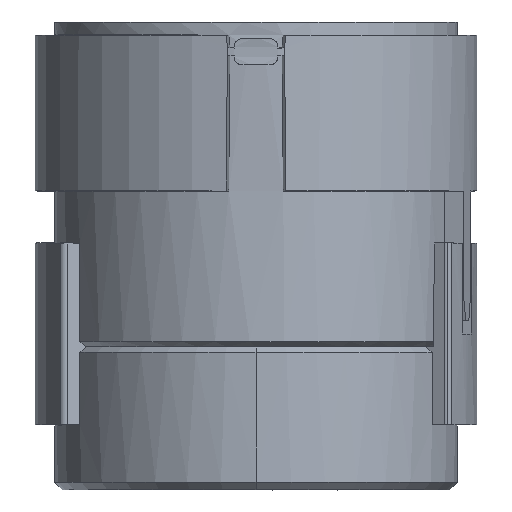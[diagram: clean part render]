
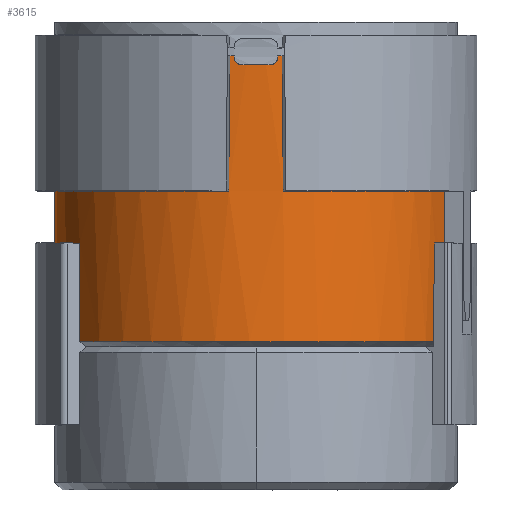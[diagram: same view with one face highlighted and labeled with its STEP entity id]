
A CAD part, front view. The second image highlights one B-rep face of the part: STEP entity #3615.
In plain terms, the highlighted cylindrical face has radius 7.75 mm (diameter 15.5 mm), a partial arc.
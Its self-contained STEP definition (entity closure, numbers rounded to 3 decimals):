
#450=AXIS2_PLACEMENT_3D('Circle Axis2P3D',#448,#449,$) ;
#3485=AXIS2_PLACEMENT_3D('Cylinder Axis2P3D',#3482,#3483,#3484) ;
#3498=AXIS2_PLACEMENT_3D('Circle Axis2P3D',#3496,#3497,$) ;
#3518=AXIS2_PLACEMENT_3D('Circle Axis2P3D',#3516,#3517,$) ;
#3540=AXIS2_PLACEMENT_3D('Circle Axis2P3D',#3538,#3539,$) ;
#3562=AXIS2_PLACEMENT_3D('Circle Axis2P3D',#3560,#3561,$) ;
#3577=AXIS2_PLACEMENT_3D('Circle Axis2P3D',#3575,#3576,$) ;
#3592=AXIS2_PLACEMENT_3D('Circle Axis2P3D',#3590,#3591,$) ;
#430=CARTESIAN_POINT('Vertex',(1.722,4.672,5.71)) ;
#445=CARTESIAN_POINT('Vertex',(16.055,6.7,5.71)) ;
#448=CARTESIAN_POINT('Axis2P3D Location',(8.5,8.429,5.71)) ;
#467=CARTESIAN_POINT('Line Origine',(1.722,4.672,7.605)) ;
#471=CARTESIAN_POINT('Vertex',(1.722,4.672,9.5)) ;
#3459=CARTESIAN_POINT('Vertex',(16.055,6.7,9.5)) ;
#3462=CARTESIAN_POINT('Line Origine',(16.055,6.7,7.605)) ;
#3482=CARTESIAN_POINT('Axis2P3D Location',(8.5,8.429,5.71)) ;
#3487=CARTESIAN_POINT('Line Origine',(0.75,8.429,5.71)) ;
#3491=CARTESIAN_POINT('Vertex',(0.75,8.429,9.5)) ;
#3493=CARTESIAN_POINT('Vertex',(0.75,8.429,11.5)) ;
#3496=CARTESIAN_POINT('Axis2P3D Location',(8.5,8.429,9.5)) ;
#3502=CARTESIAN_POINT('Control Point',(16.055,6.7,9.5)) ;
#3503=CARTESIAN_POINT('Control Point',(16.184,7.266,9.5)) ;
#3504=CARTESIAN_POINT('Control Point',(16.25,7.848,9.5)) ;
#3505=CARTESIAN_POINT('Control Point',(16.25,8.429,9.5)) ;
#3506=CARTESIAN_POINT('Vertex',(16.25,8.429,9.5)) ;
#3509=CARTESIAN_POINT('Line Origine',(16.25,8.429,5.71)) ;
#3513=CARTESIAN_POINT('Vertex',(16.25,8.429,11.5)) ;
#3516=CARTESIAN_POINT('Axis2P3D Location',(8.5,8.429,11.5)) ;
#3520=CARTESIAN_POINT('Vertex',(16.042,6.646,11.5)) ;
#3523=CARTESIAN_POINT('Line Origine',(16.042,6.646,5.71)) ;
#3527=CARTESIAN_POINT('Vertex',(16.042,6.646,7.62)) ;
#3531=CARTESIAN_POINT('Control Point',(16.042,6.646,7.62)) ;
#3532=CARTESIAN_POINT('Control Point',(16.019,6.549,7.247)) ;
#3533=CARTESIAN_POINT('Control Point',(15.994,6.452,6.873)) ;
#3534=CARTESIAN_POINT('Control Point',(15.967,6.355,6.5)) ;
#3535=CARTESIAN_POINT('Vertex',(15.967,6.355,6.5)) ;
#3538=CARTESIAN_POINT('Axis2P3D Location',(8.5,8.429,6.5)) ;
#3542=CARTESIAN_POINT('Vertex',(15.85,5.973,6.5)) ;
#3546=CARTESIAN_POINT('Control Point',(15.85,5.973,6.5)) ;
#3547=CARTESIAN_POINT('Control Point',(15.819,5.878,6.873)) ;
#3548=CARTESIAN_POINT('Control Point',(15.785,5.783,7.247)) ;
#3549=CARTESIAN_POINT('Control Point',(15.75,5.69,7.62)) ;
#3550=CARTESIAN_POINT('Vertex',(15.75,5.69,7.62)) ;
#3553=CARTESIAN_POINT('Line Origine',(15.75,5.69,5.71)) ;
#3557=CARTESIAN_POINT('Vertex',(15.75,5.69,11.5)) ;
#3560=CARTESIAN_POINT('Axis2P3D Location',(8.5,8.429,11.5)) ;
#3564=CARTESIAN_POINT('Vertex',(9.55,0.75,11.5)) ;
#3568=CARTESIAN_POINT('Control Point',(9.55,0.75,11.5)) ;
#3569=CARTESIAN_POINT('Control Point',(9.535,0.748,13.233)) ;
#3570=CARTESIAN_POINT('Control Point',(9.52,0.746,14.967)) ;
#3571=CARTESIAN_POINT('Control Point',(9.505,0.744,16.7)) ;
#3572=CARTESIAN_POINT('Vertex',(9.505,0.745,16.7)) ;
#3575=CARTESIAN_POINT('Axis2P3D Location',(8.5,8.429,16.7)) ;
#3579=CARTESIAN_POINT('Vertex',(7.495,0.744,16.7)) ;
#3583=CARTESIAN_POINT('Control Point',(7.495,0.744,16.7)) ;
#3584=CARTESIAN_POINT('Control Point',(7.48,0.746,14.967)) ;
#3585=CARTESIAN_POINT('Control Point',(7.465,0.748,13.233)) ;
#3586=CARTESIAN_POINT('Control Point',(7.45,0.75,11.5)) ;
#3587=CARTESIAN_POINT('Vertex',(7.45,0.75,11.5)) ;
#3590=CARTESIAN_POINT('Axis2P3D Location',(8.5,8.429,11.5)) ;
#449=DIRECTION('Axis2P3D Direction',(0.,0.,1.)) ;
#468=DIRECTION('Vector Direction',(0.,0.,1.)) ;
#3463=DIRECTION('Vector Direction',(0.,0.,-1.)) ;
#3483=DIRECTION('Axis2P3D Direction',(0.,0.,1.)) ;
#3484=DIRECTION('Axis2P3D XDirection',(-1.,0.,0.)) ;
#3488=DIRECTION('Vector Direction',(0.,0.,1.)) ;
#3497=DIRECTION('Axis2P3D Direction',(0.,0.,1.)) ;
#3510=DIRECTION('Vector Direction',(0.,0.,1.)) ;
#3517=DIRECTION('Axis2P3D Direction',(0.,0.,1.)) ;
#3524=DIRECTION('Vector Direction',(0.,0.,1.)) ;
#3539=DIRECTION('Axis2P3D Direction',(0.,0.,1.)) ;
#3554=DIRECTION('Vector Direction',(0.,0.,1.)) ;
#3561=DIRECTION('Axis2P3D Direction',(0.,0.,1.)) ;
#3576=DIRECTION('Axis2P3D Direction',(0.,0.,1.)) ;
#3591=DIRECTION('Axis2P3D Direction',(0.,0.,1.)) ;
#469=VECTOR('Line Direction',#468,1.) ;
#3464=VECTOR('Line Direction',#3463,1.) ;
#3489=VECTOR('Line Direction',#3488,1.) ;
#3511=VECTOR('Line Direction',#3510,1.) ;
#3525=VECTOR('Line Direction',#3524,1.) ;
#3555=VECTOR('Line Direction',#3554,1.) ;
#3596=ORIENTED_EDGE('',*,*,#3495,.F.) ;
#3597=ORIENTED_EDGE('',*,*,#3500,.F.) ;
#3598=ORIENTED_EDGE('',*,*,#473,.F.) ;
#3599=ORIENTED_EDGE('',*,*,#452,.T.) ;
#3600=ORIENTED_EDGE('',*,*,#3466,.F.) ;
#3601=ORIENTED_EDGE('',*,*,#3508,.F.) ;
#3602=ORIENTED_EDGE('',*,*,#3515,.T.) ;
#3603=ORIENTED_EDGE('',*,*,#3522,.T.) ;
#3604=ORIENTED_EDGE('',*,*,#3529,.T.) ;
#3605=ORIENTED_EDGE('',*,*,#3537,.T.) ;
#3606=ORIENTED_EDGE('',*,*,#3544,.T.) ;
#3607=ORIENTED_EDGE('',*,*,#3552,.T.) ;
#3608=ORIENTED_EDGE('',*,*,#3559,.T.) ;
#3609=ORIENTED_EDGE('',*,*,#3566,.T.) ;
#3610=ORIENTED_EDGE('',*,*,#3574,.T.) ;
#3611=ORIENTED_EDGE('',*,*,#3581,.T.) ;
#3612=ORIENTED_EDGE('',*,*,#3589,.T.) ;
#3613=ORIENTED_EDGE('',*,*,#3594,.T.) ;
#3615=ADVANCED_FACE('Linear austragen2',(#3614),#3486,.T.) ;
#3501=B_SPLINE_CURVE_WITH_KNOTS('',3,(#3502,#3503,#3504,#3505),.UNSPECIFIED.,.F.,.U.,(4,4),(-0.872,0.872),.UNSPECIFIED.) ;
#3530=B_SPLINE_CURVE_WITH_KNOTS('',3,(#3531,#3532,#3533,#3534),.UNSPECIFIED.,.F.,.U.,(4,4),(0.,1.639),.UNSPECIFIED.) ;
#3545=B_SPLINE_CURVE_WITH_KNOTS('',3,(#3546,#3547,#3548,#3549),.UNSPECIFIED.,.F.,.U.,(4,4),(0.,1.639),.UNSPECIFIED.) ;
#3567=B_SPLINE_CURVE_WITH_KNOTS('',3,(#3568,#3569,#3570,#3571),.UNSPECIFIED.,.F.,.U.,(4,4),(-2.6,2.6),.UNSPECIFIED.) ;
#3582=B_SPLINE_CURVE_WITH_KNOTS('',3,(#3583,#3584,#3585,#3586),.UNSPECIFIED.,.F.,.U.,(4,4),(-2.6,2.6),.UNSPECIFIED.) ;
#451=CIRCLE('generated circle',#450,7.75) ;
#3499=CIRCLE('generated circle',#3498,7.75) ;
#3519=CIRCLE('generated circle',#3518,7.75) ;
#3541=CIRCLE('generated circle',#3540,7.75) ;
#3563=CIRCLE('generated circle',#3562,7.75) ;
#3578=CIRCLE('generated circle',#3577,7.75) ;
#3593=CIRCLE('generated circle',#3592,7.75) ;
#3486=CYLINDRICAL_SURFACE('generated cylinder',#3485,7.75) ;
#452=EDGE_CURVE('',#431,#446,#451,.T.) ;
#473=EDGE_CURVE('',#431,#472,#470,.T.) ;
#3466=EDGE_CURVE('',#3460,#446,#3465,.T.) ;
#3495=EDGE_CURVE('',#3492,#3494,#3490,.T.) ;
#3500=EDGE_CURVE('',#472,#3492,#3499,.F.) ;
#3508=EDGE_CURVE('',#3507,#3460,#3501,.F.) ;
#3515=EDGE_CURVE('',#3507,#3514,#3512,.T.) ;
#3522=EDGE_CURVE('',#3514,#3521,#3519,.F.) ;
#3529=EDGE_CURVE('',#3521,#3528,#3526,.F.) ;
#3537=EDGE_CURVE('',#3528,#3536,#3530,.T.) ;
#3544=EDGE_CURVE('',#3536,#3543,#3541,.F.) ;
#3552=EDGE_CURVE('',#3543,#3551,#3545,.T.) ;
#3559=EDGE_CURVE('',#3551,#3558,#3556,.T.) ;
#3566=EDGE_CURVE('',#3558,#3565,#3563,.F.) ;
#3574=EDGE_CURVE('',#3565,#3573,#3567,.T.) ;
#3581=EDGE_CURVE('',#3573,#3580,#3578,.F.) ;
#3589=EDGE_CURVE('',#3580,#3588,#3582,.T.) ;
#3594=EDGE_CURVE('',#3588,#3494,#3593,.F.) ;
#3595=EDGE_LOOP('',(#3596,#3597,#3598,#3599,#3600,#3601,#3602,#3603,#3604,#3605,#3606,#3607,#3608,#3609,#3610,#3611,#3612,#3613)) ;
#3614=FACE_OUTER_BOUND('',#3595,.T.) ;
#470=LINE('Line',#467,#469) ;
#3465=LINE('Line',#3462,#3464) ;
#3490=LINE('Line',#3487,#3489) ;
#3512=LINE('Line',#3509,#3511) ;
#3526=LINE('Line',#3523,#3525) ;
#3556=LINE('Line',#3553,#3555) ;
#431=VERTEX_POINT('',#430) ;
#446=VERTEX_POINT('',#445) ;
#472=VERTEX_POINT('',#471) ;
#3460=VERTEX_POINT('',#3459) ;
#3492=VERTEX_POINT('',#3491) ;
#3494=VERTEX_POINT('',#3493) ;
#3507=VERTEX_POINT('',#3506) ;
#3514=VERTEX_POINT('',#3513) ;
#3521=VERTEX_POINT('',#3520) ;
#3528=VERTEX_POINT('',#3527) ;
#3536=VERTEX_POINT('',#3535) ;
#3543=VERTEX_POINT('',#3542) ;
#3551=VERTEX_POINT('',#3550) ;
#3558=VERTEX_POINT('',#3557) ;
#3565=VERTEX_POINT('',#3564) ;
#3573=VERTEX_POINT('',#3572) ;
#3580=VERTEX_POINT('',#3579) ;
#3588=VERTEX_POINT('',#3587) ;
